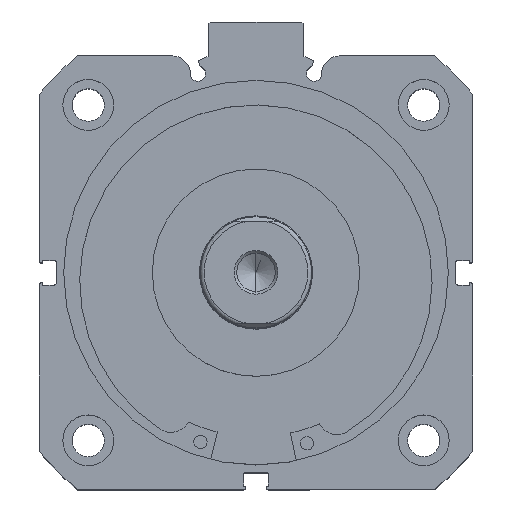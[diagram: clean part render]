
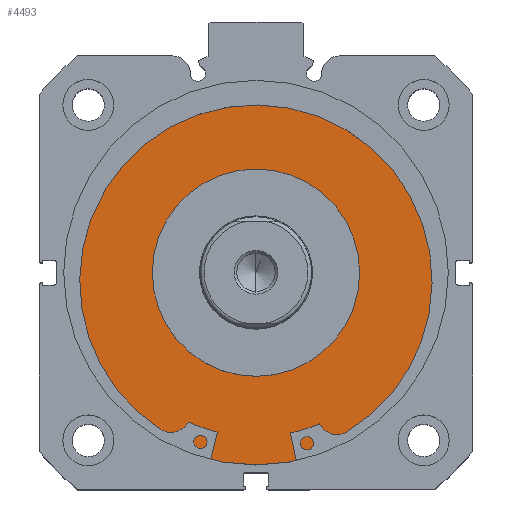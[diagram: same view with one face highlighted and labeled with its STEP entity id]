
A CAD part, top view. The second image highlights one B-rep face of the part: STEP entity #4493.
In plain terms, the highlighted face is planar.
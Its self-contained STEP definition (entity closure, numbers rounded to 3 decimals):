
#2232 = EDGE_LOOP ( 'NONE', ( #2905, #2902 ) ) ;
#2899 = ORIENTED_EDGE ( 'NONE', *, *, #3686, .F. ) ;
#2902 = ORIENTED_EDGE ( 'NONE', *, *, #3709, .T. ) ;
#2904 = ORIENTED_EDGE ( 'NONE', *, *, #3711, .F. ) ;
#2905 = ORIENTED_EDGE ( 'NONE', *, *, #3694, .T. ) ;
#3118 = VERTEX_POINT ( 'NONE', #4049 ) ;
#3229 = VERTEX_POINT ( 'NONE', #3976 ) ;
#3233 = VERTEX_POINT ( 'NONE', #4164 ) ;
#3293 = VERTEX_POINT ( 'NONE', #4239 ) ;
#3429 = EDGE_LOOP ( 'NONE', ( #2899, #2904 ) ) ;
#3686 = EDGE_CURVE ( 'NONE', #3118, #3293, #6004, .T. ) ;
#3694 = EDGE_CURVE ( 'NONE', #3229, #3233, #6015, .T. ) ;
#3709 = EDGE_CURVE ( 'NONE', #3233, #3229, #6035, .T. ) ;
#3711 = EDGE_CURVE ( 'NONE', #3293, #3118, #6039, .T. ) ;
#3784 = DIRECTION ( 'NONE',  ( -1., 0., 0. ) ) ;
#3790 = DIRECTION ( 'NONE',  ( 0., 0., 1. ) ) ;
#3862 = DIRECTION ( 'NONE',  ( -1., 0., 0. ) ) ;
#3863 = DIRECTION ( 'NONE',  ( 0., 0., 1. ) ) ;
#3871 = CARTESIAN_POINT ( 'NONE',  ( 5.5, 0., 0. ) ) ;
#3935 = CARTESIAN_POINT ( 'NONE',  ( 5.5, 0., 0. ) ) ;
#3976 = CARTESIAN_POINT ( 'NONE',  ( 5.5, 0., 51. ) ) ;
#4049 = CARTESIAN_POINT ( 'NONE',  ( 5.5, 0., 27.5 ) ) ;
#4159 = DIRECTION ( 'NONE',  ( -1., 0., 0. ) ) ;
#4160 = CARTESIAN_POINT ( 'NONE',  ( 5.5, 0., 0. ) ) ;
#4161 = DIRECTION ( 'NONE',  ( 0., 0., 1. ) ) ;
#4162 = CARTESIAN_POINT ( 'NONE',  ( 5.5, 0., 0. ) ) ;
#4164 = CARTESIAN_POINT ( 'NONE',  ( 5.5, 0., -51. ) ) ;
#4239 = CARTESIAN_POINT ( 'NONE',  ( 5.5, 0., -27.5 ) ) ;
#4277 = DIRECTION ( 'NONE',  ( 0., 0., 1. ) ) ;
#4339 = DIRECTION ( 'NONE',  ( -1., 0., 0. ) ) ;
#4493 = ADVANCED_FACE ( 'NONE', ( #6356, #6354 ), #7307, .F. ) ;
#5093 = AXIS2_PLACEMENT_3D ( 'NONE', #3871, #3862, #3863 ) ;
#5098 = AXIS2_PLACEMENT_3D ( 'NONE', #3935, #4339, #4277 ) ;
#5107 = AXIS2_PLACEMENT_3D ( 'NONE', #4160, #4159, #4161 ) ;
#5109 = AXIS2_PLACEMENT_3D ( 'NONE', #4162, #3784, #3790 ) ;
#5277 = AXIS2_PLACEMENT_3D ( 'NONE', #7230, #7308, #7309 ) ;
#6004 = CIRCLE ( 'NONE', #5093, 27.5 ) ;
#6015 = CIRCLE ( 'NONE', #5098, 51. ) ;
#6035 = CIRCLE ( 'NONE', #5107, 51. ) ;
#6039 = CIRCLE ( 'NONE', #5109, 27.5 ) ;
#6354 = FACE_OUTER_BOUND ( 'NONE', #2232, .T. ) ;
#6356 = FACE_BOUND ( 'NONE', #3429, .T. ) ;
#7230 = CARTESIAN_POINT ( 'NONE',  ( 5.5, 51., 0. ) ) ;
#7307 = PLANE ( 'NONE',  #5277 ) ;
#7308 = DIRECTION ( 'NONE',  ( 1., 0., 0. ) ) ;
#7309 = DIRECTION ( 'NONE',  ( 0., 0., -1. ) ) ;
